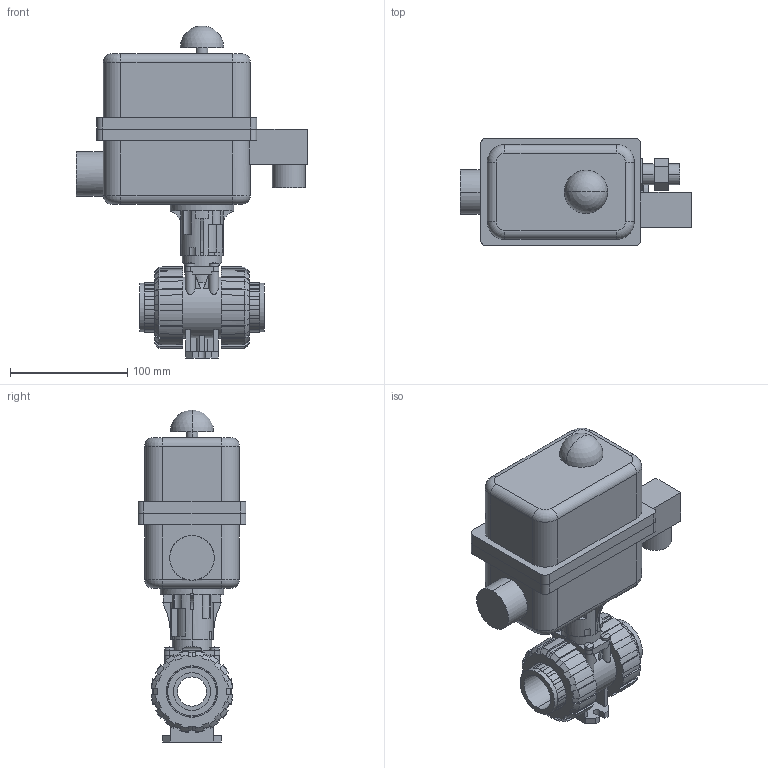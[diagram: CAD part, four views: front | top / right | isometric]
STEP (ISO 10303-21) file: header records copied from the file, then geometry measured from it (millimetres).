
FILE_DESCRIPTION(('no description'),'unknown implementation level');
FILE_NAME('124010_12.stp',' ',('Praher Valves GmbH'),('CADClick - KiM GmbH - www.kimweb.de'),'unknown preprocess','ACIS','unknown authorization');
FILE_SCHEMA(('automotive_design'));
Length unit declared in the file: millimetre
Products named in the file (12): 1; 2; 3; 4; 5; 6; 7; 8; 9; 10; 11; 12
Bounding box: 197 x 92 x 283 mm (x, y, z)
Volume: 1713550.4 mm3; surface area: 207682.7 mm2
Topology: 12 solids, 12 shells, 702 faces, 1950 edges, 1284 vertices
Faces by surface type: plane 338, cylinder 210, cone 136, sphere 10, torus 8
Entity records: 44894 total; most frequent: CARTESIAN_POINT 5023, STYLED_ITEM 3938, PRESENTATION_STYLE_ASSIGNMENT 3938, COLOUR_RGB 3938, ORIENTED_EDGE 3880, DIRECTION 3796, EDGE_CURVE 1940, CURVE_STYLE 1940
